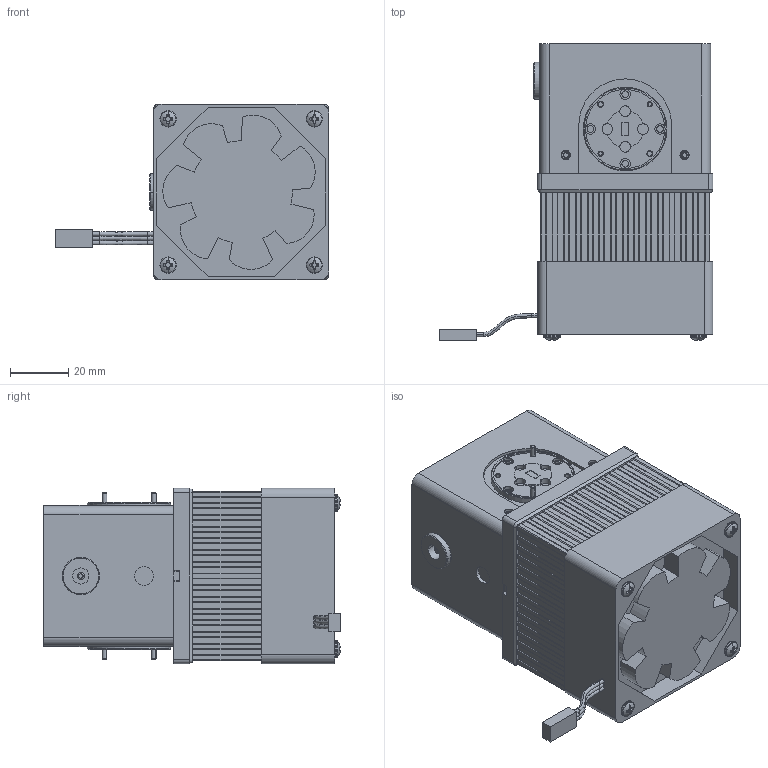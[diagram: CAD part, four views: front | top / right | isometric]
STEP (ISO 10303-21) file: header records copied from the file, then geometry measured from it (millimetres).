
FILE_DESCRIPTION (( 'STEP AP203' ), '1' );
FILE_NAME ('STB-4036033519-1919-S1-C.STEP', '2021-07-21T23:56:48', ( '' ), ( '' ), 'SwSTEP 2.0', 'SolidWorks 2021', '' );
FILE_SCHEMA (( 'CONFIG_CONTROL_DESIGN' ));
Length unit declared in the file: inch
Products named in the file (1): STB-4036033519-1919-S1-C
Bounding box: 93.64 x 101.41 x 60 mm (x, y, z)
Volume: 309825 mm3; surface area: 35464.6 mm2
Topology: 1 solids, 2 shells, 781 faces, 2073 edges, 1346 vertices
Faces by surface type: plane 330, cylinder 327, cone 90, torus 18, sphere 8, bspline 8
Entity records: 25382 total; most frequent: CARTESIAN_POINT 5499, DIRECTION 4299, ORIENTED_EDGE 4146, EDGE_CURVE 2073, AXIS2_PLACEMENT_3D 1616, VERTEX_POINT 1346, LINE 1067, VECTOR 1067
